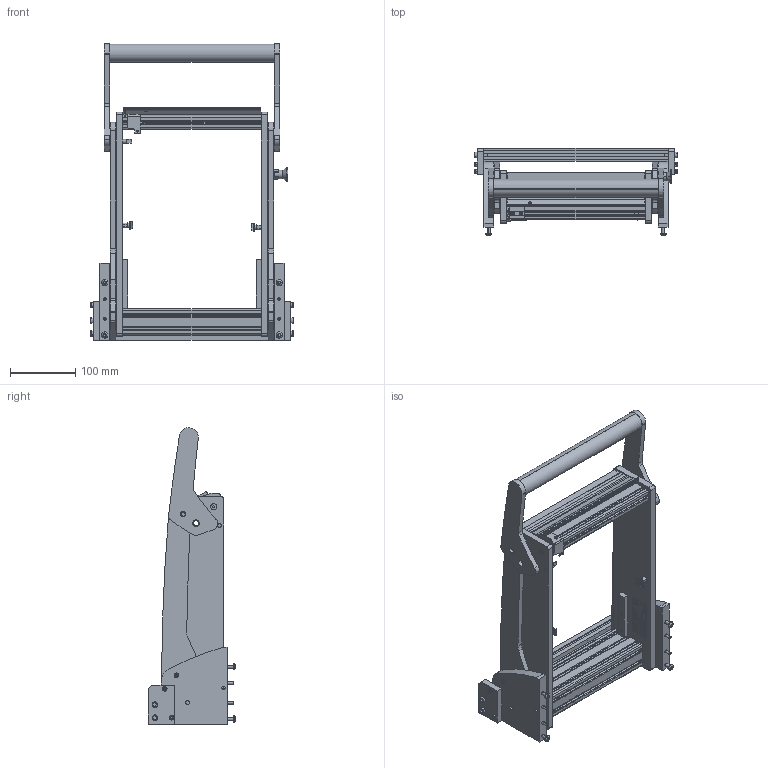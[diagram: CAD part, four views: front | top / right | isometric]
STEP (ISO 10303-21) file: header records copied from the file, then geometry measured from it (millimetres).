
FILE_DESCRIPTION (( 'STEP AP214' ), '1' );
FILE_NAME ('INGUN_54829.STEP', '2025-12-04T11:08:53', ( '' ), ( '' ), 'SwSTEP 2.0', 'SolidWorks 2023', '' );
FILE_SCHEMA (( 'AUTOMOTIVE_DESIGN' ));
Length unit declared in the file: millimetre
Products named in the file (39): 109933~1_KUNDE<S>; DIN6325~n_04,0m6x014; DIN7991~n_M05,0x020; 49317~0; 55713~1_KUNDE<S>; DIN912~n_M05,0x016; 114115~0_S; 36177~2; 32578~1_S; 40569~1_S; ISO7380~n_M03,0x005; 49399~0; 115605~0_mit Schnitt-Symbol <S>; DIN125~n_06,4 M06,0 Fase VA; INGUN_54829; 35097~0; DIN912~n_M04,0x016; 32724~1; ISO7380~n_M05,0x020; 109950~0_KUNDE<S>; 39892~7_KUNDE<S>; 34328~1_S; 3521~0_Spring Pin ISO 8752 - 3 x 16 - St; 109128~0_S; 53837~3_KUNDE<S>; 39891~3_KUNDE<S>; INFO_4562~3_mit Schnitt <S>; 109948~1_KUNDE<S>; 36176~0_S; 57801~2_S; 32587~7_S; 53836~2_KUNDE<S>; 40571~1_S; 47523~0_S; 109949~0_KUNDE<S>; 35150~0_S; SCHNORR~n_05,3 M05; 49264~2_S; 55712~0_KUNDE<S>
Assembly tree (82 placements, depth 3):
  INGUN_54829
    109949~0_KUNDE<S>
      55713~1_KUNDE<S>
    109950~0_KUNDE<S>
      55713~1_KUNDE<S>
    109933~1_KUNDE<S>
      53836~2_KUNDE<S>
      53837~3_KUNDE<S>
      34328~1_S  x2
      40571~1_S
      40569~1_S
      32587~7_S
      35097~0
      36177~2
      35150~0_S
      32724~1
      3521~0_Spring Pin ISO 8752 - 3 x 16 - St  x5
      32578~1_S  x2
      ISO7380~n_M03,0x005  x2
      114115~0_S  x2
      DIN7991~n_M05,0x020  x7
      57801~2_S  x2
      49317~0  x2
      DIN125~n_06,4 M06,0 Fase VA  x2
    39892~7_KUNDE<S>
    39891~3_KUNDE<S>
    109948~1_KUNDE<S>
      36176~0_S
      55712~0_KUNDE<S>  x2
    109128~0_S
    115605~0_mit Schnitt-Symbol <S>
    INFO_4562~3_mit Schnitt <S>
    ISO7380~n_M05,0x020  x4
    SCHNORR~n_05,3 M05  x4
    DIN6325~n_04,0m6x014  x4
    47523~0_S  x10
    49399~0
    49264~2_S  x2
    DIN912~n_M05,0x016  x4
    DIN912~n_M04,0x016  x4
Bounding box: 311.8 x 133.5 x 453.94 mm (x, y, z)
Volume: 1724797.4 mm3; surface area: 775890.1 mm2
Topology: 78 solids, 78 shells, 6874 faces, 18173 edges, 11975 vertices
Faces by surface type: plane 4102, bspline 1647, cylinder 837, cone 251, torus 21, sphere 16
Entity records: 272007 total; most frequent: CARTESIAN_POINT 126842, ORIENTED_EDGE 32534, DIRECTION 23527, EDGE_CURVE 16267, VECTOR 11781, LINE 11781, VERTEX_POINT 10788, EDGE_LOOP 6769
